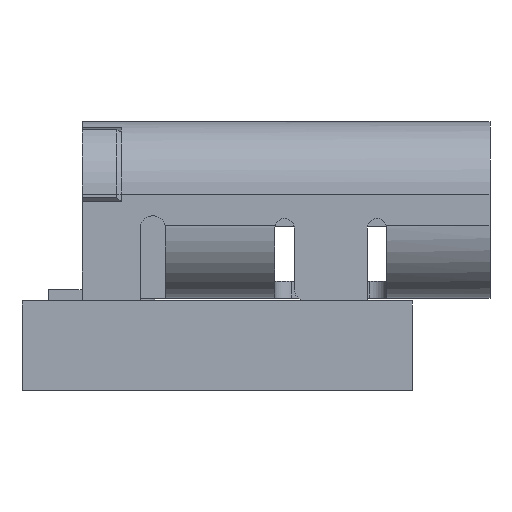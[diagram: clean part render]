
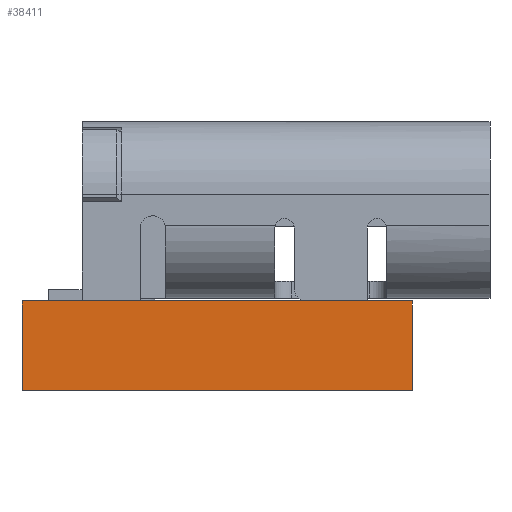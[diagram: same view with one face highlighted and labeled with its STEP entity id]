
A CAD part, left-side view. The second image highlights one B-rep face of the part: STEP entity #38411.
In plain terms, the highlighted planar face has unit normal (-1, 0, 0).
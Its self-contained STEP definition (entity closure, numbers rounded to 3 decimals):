
#38230 = PLANE('',#38231);
#38231 = AXIS2_PLACEMENT_3D('',#38232,#38233,#38234);
#38232 = CARTESIAN_POINT('',(100.12,-68.98,0.));
#38233 = DIRECTION('',(0.,-1.,0.));
#38234 = DIRECTION('',(-1.,0.,0.));
#38255 = VERTEX_POINT('',#38256);
#38256 = CARTESIAN_POINT('',(89.9,-68.98,1.6));
#38270 = PLANE('',#38271);
#38271 = AXIS2_PLACEMENT_3D('',#38272,#38273,#38274);
#38272 = CARTESIAN_POINT('',(95.01,-65.49,1.6));
#38273 = DIRECTION('',(-0.,-0.,-1.));
#38274 = DIRECTION('',(-1.,0.,0.));
#38282 = EDGE_CURVE('',#38283,#38255,#38285,.T.);
#38283 = VERTEX_POINT('',#38284);
#38284 = CARTESIAN_POINT('',(89.9,-68.98,0.));
#38285 = SURFACE_CURVE('',#38286,(#38290,#38297),.PCURVE_S1.);
#38286 = LINE('',#38287,#38288);
#38287 = CARTESIAN_POINT('',(89.9,-68.98,0.));
#38288 = VECTOR('',#38289,1.);
#38289 = DIRECTION('',(0.,0.,1.));
#38290 = PCURVE('',#38230,#38291);
#38291 = DEFINITIONAL_REPRESENTATION('',(#38292),#38296);
#38292 = LINE('',#38293,#38294);
#38293 = CARTESIAN_POINT('',(10.22,0.));
#38294 = VECTOR('',#38295,1.);
#38295 = DIRECTION('',(0.,-1.));
#38296 = ( GEOMETRIC_REPRESENTATION_CONTEXT(2) 
PARAMETRIC_REPRESENTATION_CONTEXT() REPRESENTATION_CONTEXT('2D SPACE',''
  ) );
#38297 = PCURVE('',#38298,#38303);
#38298 = PLANE('',#38299);
#38299 = AXIS2_PLACEMENT_3D('',#38300,#38301,#38302);
#38300 = CARTESIAN_POINT('',(89.9,-68.98,0.));
#38301 = DIRECTION('',(-1.,0.,0.));
#38302 = DIRECTION('',(0.,1.,0.));
#38303 = DEFINITIONAL_REPRESENTATION('',(#38304),#38308);
#38304 = LINE('',#38305,#38306);
#38305 = CARTESIAN_POINT('',(0.,0.));
#38306 = VECTOR('',#38307,1.);
#38307 = DIRECTION('',(0.,-1.));
#38308 = ( GEOMETRIC_REPRESENTATION_CONTEXT(2) 
PARAMETRIC_REPRESENTATION_CONTEXT() REPRESENTATION_CONTEXT('2D SPACE',''
  ) );
#38324 = PLANE('',#38325);
#38325 = AXIS2_PLACEMENT_3D('',#38326,#38327,#38328);
#38326 = CARTESIAN_POINT('',(95.01,-65.49,0.));
#38327 = DIRECTION('',(-0.,-0.,-1.));
#38328 = DIRECTION('',(-1.,0.,0.));
#38357 = PLANE('',#38358);
#38358 = AXIS2_PLACEMENT_3D('',#38359,#38360,#38361);
#38359 = CARTESIAN_POINT('',(89.9,-62.,0.));
#38360 = DIRECTION('',(0.,1.,0.));
#38361 = DIRECTION('',(1.,0.,0.));
#38411 = ADVANCED_FACE('',(#38412),#38298,.T.);
#38412 = FACE_BOUND('',#38413,.T.);
#38413 = EDGE_LOOP('',(#38414,#38415,#38438,#38461));
#38414 = ORIENTED_EDGE('',*,*,#38282,.T.);
#38415 = ORIENTED_EDGE('',*,*,#38416,.T.);
#38416 = EDGE_CURVE('',#38255,#38417,#38419,.T.);
#38417 = VERTEX_POINT('',#38418);
#38418 = CARTESIAN_POINT('',(89.9,-62.,1.6));
#38419 = SURFACE_CURVE('',#38420,(#38424,#38431),.PCURVE_S1.);
#38420 = LINE('',#38421,#38422);
#38421 = CARTESIAN_POINT('',(89.9,-68.98,1.6));
#38422 = VECTOR('',#38423,1.);
#38423 = DIRECTION('',(0.,1.,0.));
#38424 = PCURVE('',#38298,#38425);
#38425 = DEFINITIONAL_REPRESENTATION('',(#38426),#38430);
#38426 = LINE('',#38427,#38428);
#38427 = CARTESIAN_POINT('',(0.,-1.6));
#38428 = VECTOR('',#38429,1.);
#38429 = DIRECTION('',(1.,0.));
#38430 = ( GEOMETRIC_REPRESENTATION_CONTEXT(2) 
PARAMETRIC_REPRESENTATION_CONTEXT() REPRESENTATION_CONTEXT('2D SPACE',''
  ) );
#38431 = PCURVE('',#38270,#38432);
#38432 = DEFINITIONAL_REPRESENTATION('',(#38433),#38437);
#38433 = LINE('',#38434,#38435);
#38434 = CARTESIAN_POINT('',(5.11,-3.49));
#38435 = VECTOR('',#38436,1.);
#38436 = DIRECTION('',(0.,1.));
#38437 = ( GEOMETRIC_REPRESENTATION_CONTEXT(2) 
PARAMETRIC_REPRESENTATION_CONTEXT() REPRESENTATION_CONTEXT('2D SPACE',''
  ) );
#38438 = ORIENTED_EDGE('',*,*,#38439,.F.);
#38439 = EDGE_CURVE('',#38440,#38417,#38442,.T.);
#38440 = VERTEX_POINT('',#38441);
#38441 = CARTESIAN_POINT('',(89.9,-62.,0.));
#38442 = SURFACE_CURVE('',#38443,(#38447,#38454),.PCURVE_S1.);
#38443 = LINE('',#38444,#38445);
#38444 = CARTESIAN_POINT('',(89.9,-62.,0.));
#38445 = VECTOR('',#38446,1.);
#38446 = DIRECTION('',(0.,0.,1.));
#38447 = PCURVE('',#38298,#38448);
#38448 = DEFINITIONAL_REPRESENTATION('',(#38449),#38453);
#38449 = LINE('',#38450,#38451);
#38450 = CARTESIAN_POINT('',(6.98,0.));
#38451 = VECTOR('',#38452,1.);
#38452 = DIRECTION('',(0.,-1.));
#38453 = ( GEOMETRIC_REPRESENTATION_CONTEXT(2) 
PARAMETRIC_REPRESENTATION_CONTEXT() REPRESENTATION_CONTEXT('2D SPACE',''
  ) );
#38454 = PCURVE('',#38357,#38455);
#38455 = DEFINITIONAL_REPRESENTATION('',(#38456),#38460);
#38456 = LINE('',#38457,#38458);
#38457 = CARTESIAN_POINT('',(0.,0.));
#38458 = VECTOR('',#38459,1.);
#38459 = DIRECTION('',(0.,-1.));
#38460 = ( GEOMETRIC_REPRESENTATION_CONTEXT(2) 
PARAMETRIC_REPRESENTATION_CONTEXT() REPRESENTATION_CONTEXT('2D SPACE',''
  ) );
#38461 = ORIENTED_EDGE('',*,*,#38462,.F.);
#38462 = EDGE_CURVE('',#38283,#38440,#38463,.T.);
#38463 = SURFACE_CURVE('',#38464,(#38468,#38475),.PCURVE_S1.);
#38464 = LINE('',#38465,#38466);
#38465 = CARTESIAN_POINT('',(89.9,-68.98,0.));
#38466 = VECTOR('',#38467,1.);
#38467 = DIRECTION('',(0.,1.,0.));
#38468 = PCURVE('',#38298,#38469);
#38469 = DEFINITIONAL_REPRESENTATION('',(#38470),#38474);
#38470 = LINE('',#38471,#38472);
#38471 = CARTESIAN_POINT('',(0.,0.));
#38472 = VECTOR('',#38473,1.);
#38473 = DIRECTION('',(1.,0.));
#38474 = ( GEOMETRIC_REPRESENTATION_CONTEXT(2) 
PARAMETRIC_REPRESENTATION_CONTEXT() REPRESENTATION_CONTEXT('2D SPACE',''
  ) );
#38475 = PCURVE('',#38324,#38476);
#38476 = DEFINITIONAL_REPRESENTATION('',(#38477),#38481);
#38477 = LINE('',#38478,#38479);
#38478 = CARTESIAN_POINT('',(5.11,-3.49));
#38479 = VECTOR('',#38480,1.);
#38480 = DIRECTION('',(0.,1.));
#38481 = ( GEOMETRIC_REPRESENTATION_CONTEXT(2) 
PARAMETRIC_REPRESENTATION_CONTEXT() REPRESENTATION_CONTEXT('2D SPACE',''
  ) );
